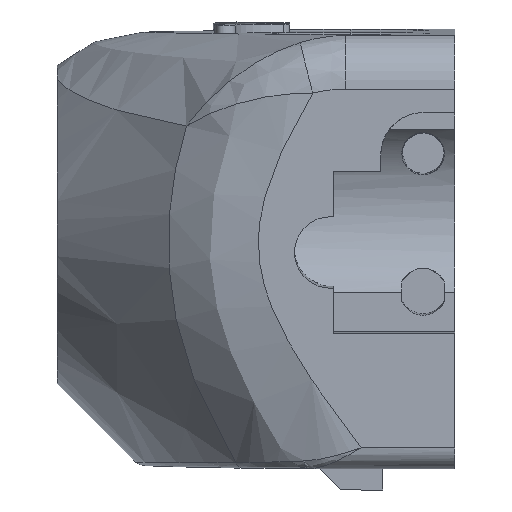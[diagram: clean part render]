
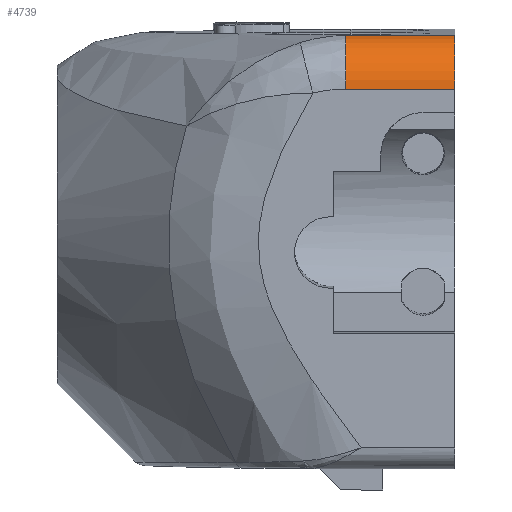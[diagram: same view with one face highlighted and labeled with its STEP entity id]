
A CAD part, left-side view. The second image highlights one B-rep face of the part: STEP entity #4739.
In plain terms, the highlighted cylindrical face has radius 2.5 mm (diameter 5 mm), a partial arc.
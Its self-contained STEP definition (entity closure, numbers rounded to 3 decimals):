
#23 = VERTEX_POINT ( 'NONE', #6574 ) ;
#33 = EDGE_CURVE ( 'NONE', #135, #8881, #118, .T. ) ;
#118 = CIRCLE ( 'NONE', #4321, 2.5 ) ;
#135 = VERTEX_POINT ( 'NONE', #6671 ) ;
#136 = DIRECTION ( 'NONE',  ( 0., -1., 0. ) ) ;
#195 = VECTOR ( 'NONE', #136, 1000. ) ;
#933 = EDGE_LOOP ( 'NONE', ( #5076, #6221, #1454, #8111 ) ) ;
#965 = CYLINDRICAL_SURFACE ( 'NONE', #3212, 2.5 ) ;
#1149 = FACE_OUTER_BOUND ( 'NONE', #933, .T. ) ;
#1222 = VERTEX_POINT ( 'NONE', #5054 ) ;
#1454 = ORIENTED_EDGE ( 'NONE', *, *, #5259, .T. ) ;
#2199 = EDGE_CURVE ( 'NONE', #135, #23, #7767, .T. ) ;
#2420 = DIRECTION ( 'NONE',  ( 0., 1., 0. ) ) ;
#3212 = AXIS2_PLACEMENT_3D ( 'NONE', #3842, #8430, #7025 ) ;
#3447 = CARTESIAN_POINT ( 'NONE',  ( -10.93, 22.558, -0.634 ) ) ;
#3713 = CARTESIAN_POINT ( 'NONE',  ( -13.398, 22.558, -3.165 ) ) ;
#3842 = CARTESIAN_POINT ( 'NONE',  ( -10.898, 22.558, -3.134 ) ) ;
#3964 = CIRCLE ( 'NONE', #7108, 2.5 ) ;
#4321 = AXIS2_PLACEMENT_3D ( 'NONE', #6720, #6623, #8674 ) ;
#4373 = LINE ( 'NONE', #3713, #195 ) ;
#4739 = ADVANCED_FACE ( 'NONE', ( #1149 ), #965, .T. ) ;
#5049 = DIRECTION ( 'NONE',  ( 0., -1., 0. ) ) ;
#5054 = CARTESIAN_POINT ( 'NONE',  ( -13.398, 3.808, -3.165 ) ) ;
#5076 = ORIENTED_EDGE ( 'NONE', *, *, #2199, .F. ) ;
#5259 = EDGE_CURVE ( 'NONE', #8881, #1222, #4373, .T. ) ;
#6221 = ORIENTED_EDGE ( 'NONE', *, *, #33, .T. ) ;
#6574 = CARTESIAN_POINT ( 'NONE',  ( -10.93, 3.808, -0.634 ) ) ;
#6623 = DIRECTION ( 'NONE',  ( 0., -1., 0. ) ) ;
#6671 = CARTESIAN_POINT ( 'NONE',  ( -10.93, 8.951, -0.634 ) ) ;
#6720 = CARTESIAN_POINT ( 'NONE',  ( -10.898, 8.951, -3.134 ) ) ;
#6779 = VECTOR ( 'NONE', #5049, 1000. ) ;
#7025 = DIRECTION ( 'NONE',  ( 1., 0., 0. ) ) ;
#7108 = AXIS2_PLACEMENT_3D ( 'NONE', #8865, #2420, #7507 ) ;
#7507 = DIRECTION ( 'NONE',  ( -1., 0., 0. ) ) ;
#7767 = LINE ( 'NONE', #3447, #6779 ) ;
#7895 = CARTESIAN_POINT ( 'NONE',  ( -13.398, 8.951, -3.165 ) ) ;
#8111 = ORIENTED_EDGE ( 'NONE', *, *, #8649, .T. ) ;
#8430 = DIRECTION ( 'NONE',  ( 0., -1., 0. ) ) ;
#8649 = EDGE_CURVE ( 'NONE', #1222, #23, #3964, .T. ) ;
#8674 = DIRECTION ( 'NONE',  ( 1., 0., 0. ) ) ;
#8865 = CARTESIAN_POINT ( 'NONE',  ( -10.898, 3.808, -3.134 ) ) ;
#8881 = VERTEX_POINT ( 'NONE', #7895 ) ;
